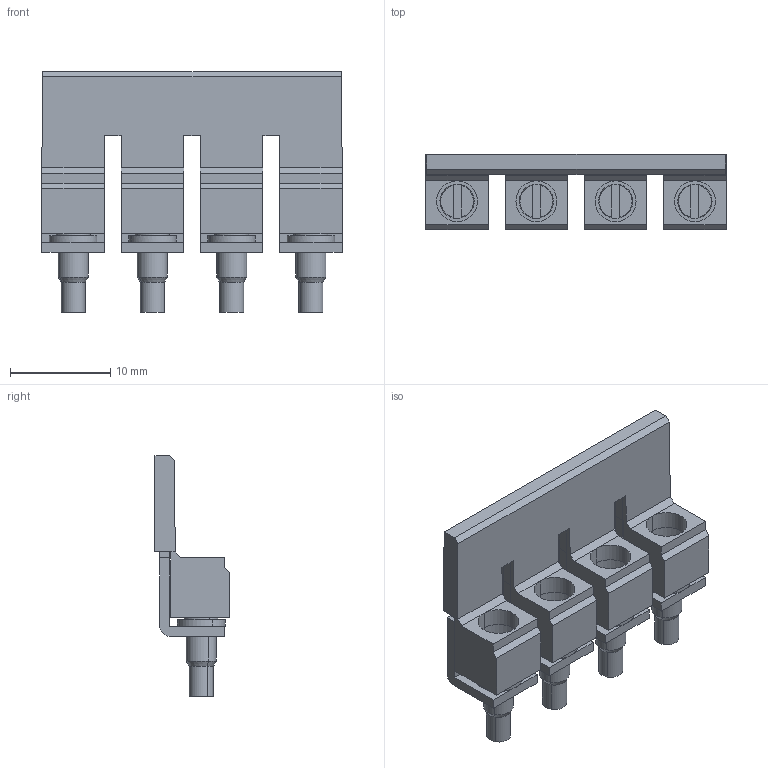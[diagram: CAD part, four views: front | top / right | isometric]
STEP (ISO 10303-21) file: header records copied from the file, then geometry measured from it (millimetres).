
FILE_DESCRIPTION(('CATIA V5 STEP Exchange','CAx-IF Rec.Pracs.--- Model Styling and Organization---1.4--- 2014-01-23'),'2;1');
FILE_NAME ('004734-16_0', '2021-06-17T08:00:43+00:00', ('none'), ('Weidmueller'), 'CATIA Version 5-6 Release 2016 SP3 HF44', 'CATIA V5 STEP AP214', 'none');
FILE_SCHEMA(('AUTOMOTIVE_DESIGN { 1 0 10303 214 1 1 1 1 }'));
Length unit declared in the file: millimetre
Products named in the file (1): 1054860000
Bounding box: 29.93 x 7.54 x 24 mm (x, y, z)
Volume: 1738.7 mm3; surface area: 3516.9 mm2
Topology: 2 solids, 2 shells, 183 faces, 489 edges, 318 vertices
Faces by surface type: plane 123, cylinder 44, cone 16
Entity records: 5391 total; most frequent: CARTESIAN_POINT 1016, ORIENTED_EDGE 978, DIRECTION 737, EDGE_CURVE 489, VECTOR 345, LINE 345, VERTEX_POINT 318, AXIS2_PLACEMENT_3D 261
